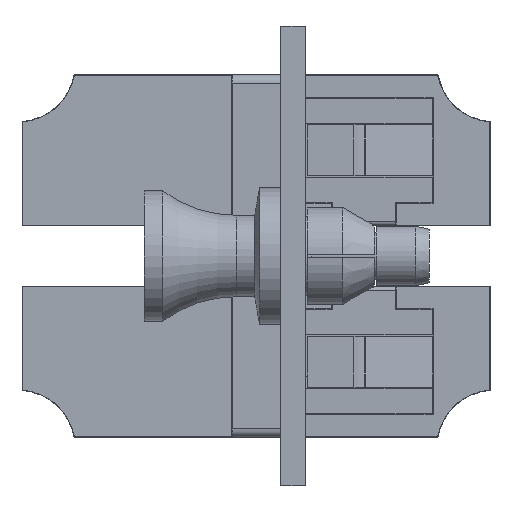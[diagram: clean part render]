
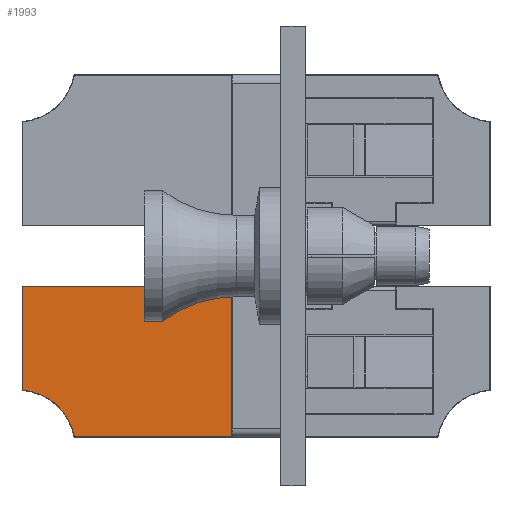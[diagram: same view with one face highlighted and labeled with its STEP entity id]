
A CAD part, left-side view. The second image highlights one B-rep face of the part: STEP entity #1993.
In plain terms, the highlighted face is planar.
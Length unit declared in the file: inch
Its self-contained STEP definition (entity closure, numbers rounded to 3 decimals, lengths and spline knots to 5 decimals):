
#445 = EDGE_LOOP ( 'NONE', ( #6818, #6488, #16193, #15584, #15179 ) ) ;
#968 = CARTESIAN_POINT ( 'NONE',  ( -0.575, -0.184, 0.51 ) ) ;
#1050 = VERTEX_POINT ( 'NONE', #8977 ) ;
#1190 = DIRECTION ( 'NONE',  ( -1., 0., 0. ) ) ;
#1743 = VERTEX_POINT ( 'NONE', #16124 ) ;
#1993 = ADVANCED_FACE ( 'NONE', ( #7484 ), #6288, .F. ) ;
#2537 = VECTOR ( 'NONE', #8472, 39.37008 ) ;
#2544 = VECTOR ( 'NONE', #14844, 39.37008 ) ;
#2722 = DIRECTION ( 'NONE',  ( 0., 0., -1. ) ) ;
#3346 = VECTOR ( 'NONE', #16767, 39.37008 ) ;
#4174 = EDGE_CURVE ( 'NONE', #6590, #1050, #15976, .T. ) ;
#4756 = EDGE_CURVE ( 'NONE', #4968, #1743, #10516, .T. ) ;
#4790 = CARTESIAN_POINT ( 'NONE',  ( -0.575, 0.185, 0.51 ) ) ;
#4968 = VERTEX_POINT ( 'NONE', #9154 ) ;
#5585 = CARTESIAN_POINT ( 'NONE',  ( 0.574, -0.184, 0.51 ) ) ;
#6288 = PLANE ( 'NONE',  #17728 ) ;
#6434 = CARTESIAN_POINT ( 'NONE',  ( 0.44642, 0.184, 0.51 ) ) ;
#6488 = ORIENTED_EDGE ( 'NONE', *, *, #4174, .T. ) ;
#6590 = VERTEX_POINT ( 'NONE', #5585 ) ;
#6818 = ORIENTED_EDGE ( 'NONE', *, *, #14564, .T. ) ;
#7484 = FACE_OUTER_BOUND ( 'NONE', #445, .T. ) ;
#8096 = VERTEX_POINT ( 'NONE', #6434 ) ;
#8472 = DIRECTION ( 'NONE',  ( 0., 1., 0. ) ) ;
#8642 = LINE ( 'NONE', #968, #14123 ) ;
#8977 = CARTESIAN_POINT ( 'NONE',  ( 0.574, 0.06943, 0.51 ) ) ;
#9154 = CARTESIAN_POINT ( 'NONE',  ( 0.06, 0.184, 0.51 ) ) ;
#9908 = LINE ( 'NONE', #13608, #2544 ) ;
#10516 = LINE ( 'NONE', #16832, #3346 ) ;
#10560 = DIRECTION ( 'NONE',  ( -1., 0., 0. ) ) ;
#11111 = AXIS2_PLACEMENT_3D ( 'NONE', #12332, #2722, #1190 ) ;
#12179 = DIRECTION ( 'NONE',  ( 1., 0., 0. ) ) ;
#12332 = CARTESIAN_POINT ( 'NONE',  ( 0.585, 0.21, 0.51 ) ) ;
#13078 = DIRECTION ( 'NONE',  ( 0., 0., -1. ) ) ;
#13379 = CIRCLE ( 'NONE', #11111, 0.141 ) ;
#13608 = CARTESIAN_POINT ( 'NONE',  ( 0.059, 0.184, 0.51 ) ) ;
#13977 = CARTESIAN_POINT ( 'NONE',  ( 0.574, 0.185, 0.51 ) ) ;
#14123 = VECTOR ( 'NONE', #12179, 39.37008 ) ;
#14564 = EDGE_CURVE ( 'NONE', #1743, #6590, #8642, .T. ) ;
#14844 = DIRECTION ( 'NONE',  ( -1., 0., 0. ) ) ;
#15179 = ORIENTED_EDGE ( 'NONE', *, *, #4756, .T. ) ;
#15584 = ORIENTED_EDGE ( 'NONE', *, *, #15757, .T. ) ;
#15757 = EDGE_CURVE ( 'NONE', #8096, #4968, #9908, .T. ) ;
#15976 = LINE ( 'NONE', #13977, #2537 ) ;
#16124 = CARTESIAN_POINT ( 'NONE',  ( 0.06, -0.184, 0.51 ) ) ;
#16193 = ORIENTED_EDGE ( 'NONE', *, *, #16671, .T. ) ;
#16671 = EDGE_CURVE ( 'NONE', #1050, #8096, #13379, .T. ) ;
#16767 = DIRECTION ( 'NONE',  ( 0., -1., 0. ) ) ;
#16832 = CARTESIAN_POINT ( 'NONE',  ( 0.06, 0.185, 0.51 ) ) ;
#17728 = AXIS2_PLACEMENT_3D ( 'NONE', #4790, #13078, #10560 ) ;
